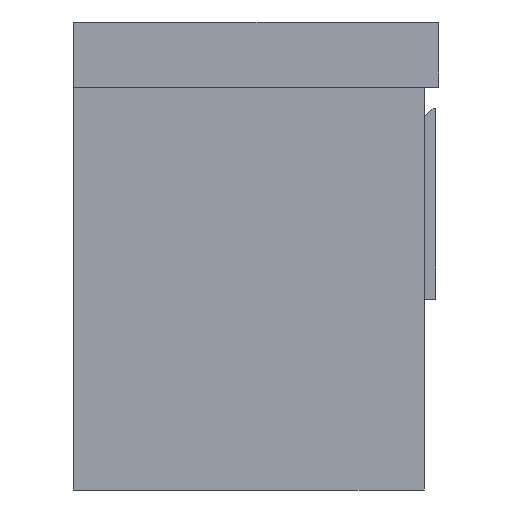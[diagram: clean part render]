
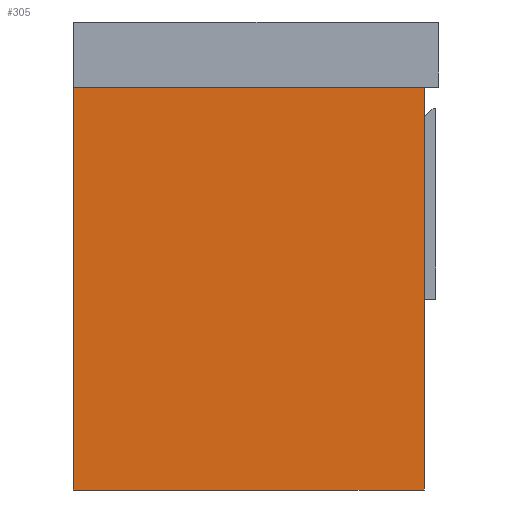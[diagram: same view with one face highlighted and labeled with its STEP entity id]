
A CAD part, left-side view. The second image highlights one B-rep face of the part: STEP entity #305.
In plain terms, the highlighted planar face has unit normal (-1, 0, 0).
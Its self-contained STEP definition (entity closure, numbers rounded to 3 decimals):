
#305=ADVANCED_FACE('',(#377),#1200,.T.);
#377=FACE_OUTER_BOUND('',#449,.T.);
#449=EDGE_LOOP('',(#569,#570,#571,#572));
#569=ORIENTED_EDGE('',*,*,#843,.T.);
#570=ORIENTED_EDGE('',*,*,#844,.T.);
#571=ORIENTED_EDGE('',*,*,#845,.T.);
#572=ORIENTED_EDGE('',*,*,#841,.F.);
#841=EDGE_CURVE('',#1113,#1114,#992,.T.);
#843=EDGE_CURVE('',#1113,#1115,#994,.T.);
#844=EDGE_CURVE('',#1115,#1116,#995,.T.);
#845=EDGE_CURVE('',#1116,#1114,#996,.T.);
#992=B_SPLINE_CURVE_WITH_KNOTS('',1,(#1616,#1617),.UNSPECIFIED.,.F.,.F.,
(2,2),(0.,480.),.UNSPECIFIED.);
#994=B_SPLINE_CURVE_WITH_KNOTS('',1,(#1620,#1621),.UNSPECIFIED.,.F.,.F.,
(2,2),(0.,550.),.UNSPECIFIED.);
#995=B_SPLINE_CURVE_WITH_KNOTS('',1,(#1622,#1623),.UNSPECIFIED.,.F.,.F.,
(2,2),(0.,480.),.UNSPECIFIED.);
#996=B_SPLINE_CURVE_WITH_KNOTS('',1,(#1624,#1625),.UNSPECIFIED.,.F.,.F.,
(2,2),(0.,550.),.UNSPECIFIED.);
#1113=VERTEX_POINT('',#1602);
#1114=VERTEX_POINT('',#1603);
#1115=VERTEX_POINT('',#1604);
#1116=VERTEX_POINT('',#1605);
#1200=PLANE('',#1357);
#1357=AXIS2_PLACEMENT_3D('',#1594,#1437,$);
#1437=DIRECTION('',(-1.,0.,0.));
#1594=CARTESIAN_POINT('',(-744.,-330.,-48.));
#1602=CARTESIAN_POINT('',(-744.,275.,0.));
#1603=CARTESIAN_POINT('',(-744.,275.,480.));
#1604=CARTESIAN_POINT('',(-744.,-275.,0.));
#1605=CARTESIAN_POINT('',(-744.,-275.,480.));
#1616=CARTESIAN_POINT('',(-744.,275.,0.));
#1617=CARTESIAN_POINT('',(-744.,275.,480.));
#1620=CARTESIAN_POINT('',(-744.,275.,0.));
#1621=CARTESIAN_POINT('',(-744.,-275.,0.));
#1622=CARTESIAN_POINT('',(-744.,-275.,0.));
#1623=CARTESIAN_POINT('',(-744.,-275.,480.));
#1624=CARTESIAN_POINT('',(-744.,-275.,480.));
#1625=CARTESIAN_POINT('',(-744.,275.,480.));
